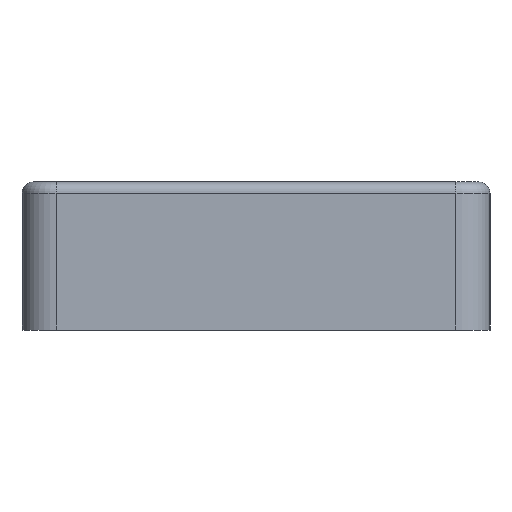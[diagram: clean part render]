
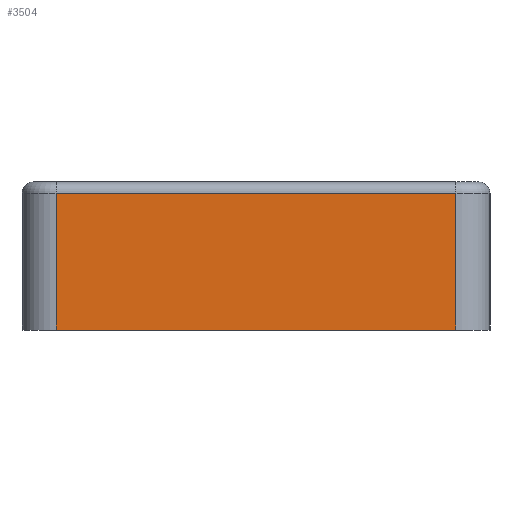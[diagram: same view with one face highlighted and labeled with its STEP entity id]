
A CAD part, left-side view. The second image highlights one B-rep face of the part: STEP entity #3504.
In plain terms, the highlighted planar face has unit normal (-1, 0, 0).
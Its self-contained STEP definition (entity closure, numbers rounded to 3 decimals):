
#97=PLANE('',#3720);
#246=LINE('',#8144,#445);
#258=LINE('',#8502,#457);
#291=LINE('',#8586,#490);
#292=LINE('',#8588,#491);
#445=VECTOR('',#4105,10.);
#457=VECTOR('',#4187,10.);
#490=VECTOR('',#4290,10.);
#491=VECTOR('',#4293,10.);
#686=FACE_OUTER_BOUND('',#897,.T.);
#897=EDGE_LOOP('',(#3035,#3036,#3037,#3038));
#1550=VERTEX_POINT('',#8141);
#1551=VERTEX_POINT('',#8143);
#1571=VERTEX_POINT('',#8492);
#1573=VERTEX_POINT('',#8498);
#2020=EDGE_CURVE('',#1550,#1551,#246,.T.);
#2060=EDGE_CURVE('',#1571,#1573,#258,.T.);
#2107=EDGE_CURVE('',#1573,#1550,#291,.T.);
#2108=EDGE_CURVE('',#1551,#1571,#292,.T.);
#3035=ORIENTED_EDGE('',*,*,#2060,.F.);
#3036=ORIENTED_EDGE('',*,*,#2108,.F.);
#3037=ORIENTED_EDGE('',*,*,#2020,.F.);
#3038=ORIENTED_EDGE('',*,*,#2107,.F.);
#3504=ADVANCED_FACE('',(#686),#97,.T.);
#3720=AXIS2_PLACEMENT_3D('',#8587,#4291,#4292);
#4105=DIRECTION('',(0.,1.,0.));
#4187=DIRECTION('',(0.,-1.,0.));
#4290=DIRECTION('',(0.,0.,-1.));
#4291=DIRECTION('center_axis',(-1.,0.,0.));
#4292=DIRECTION('ref_axis',(0.,-1.,0.));
#4293=DIRECTION('',(0.,0.,1.));
#8141=CARTESIAN_POINT('',(-59.5,21.404,0.));
#8143=CARTESIAN_POINT('',(-59.5,56.5,0.));
#8144=CARTESIAN_POINT('',(-59.5,18.404,0.));
#8492=CARTESIAN_POINT('',(-59.5,56.5,12.));
#8498=CARTESIAN_POINT('',(-59.5,21.404,12.));
#8502=CARTESIAN_POINT('',(-59.5,57.,12.));
#8586=CARTESIAN_POINT('',(-59.5,21.404,0.));
#8587=CARTESIAN_POINT('Origin',(-59.5,59.5,0.));
#8588=CARTESIAN_POINT('',(-59.5,56.5,0.));
